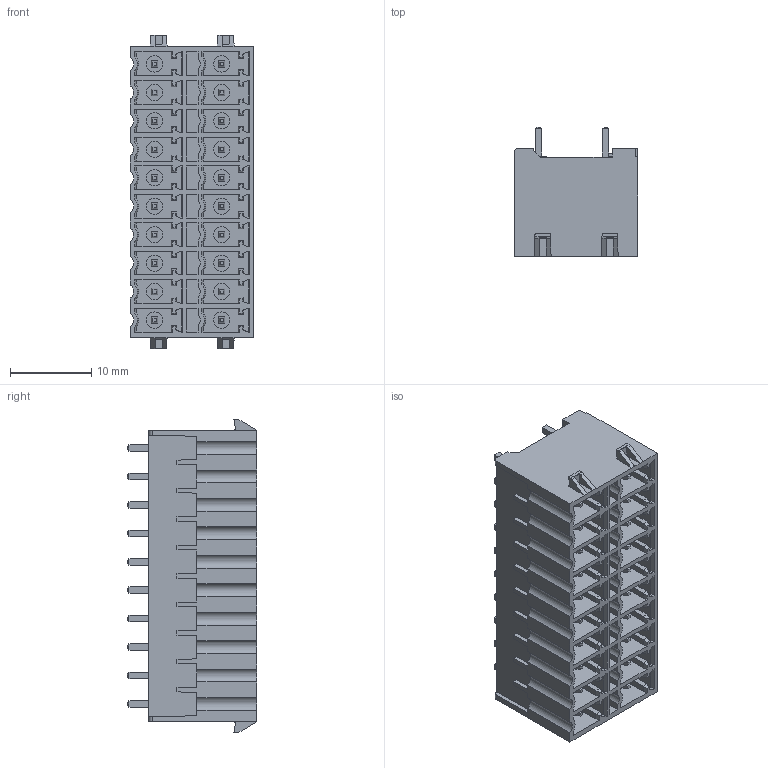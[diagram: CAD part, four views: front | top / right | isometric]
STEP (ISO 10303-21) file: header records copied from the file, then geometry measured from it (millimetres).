
FILE_DESCRIPTION((''),'2;1');
FILE_NAME('TLPHDL-007V-1','2024-09-14T08:48:13',('sheji109'),(''),'CREO PARAMETRIC BY PTC INC, 2018100','CREO PARAMETRIC BY PTC INC, 2018100','');
FILE_SCHEMA(('AUTOMOTIVE_DESIGN { 1 0 10303 214 1 1 1 1 }'));
Products named in the file (1): TLPHDL-007V-1
Bounding box: 15.2 x 15.9 x 38.6 mm (x, y, z)
Volume: 4654.4 mm3; surface area: 6725.7 mm2
Topology: 1 solids, 25 shells, 1997 faces, 5299 edges, 3442 vertices
Faces by surface type: plane 1719, cylinder 178, cone 84, bspline 16
Entity records: 61702 total; most frequent: CARTESIAN_POINT 12339, ORIENTED_EDGE 10598, DIRECTION 9425, EDGE_CURVE 5299, VECTOR 4651, LINE 4651, VERTEX_POINT 3442, AXIS2_PLACEMENT_3D 2387
